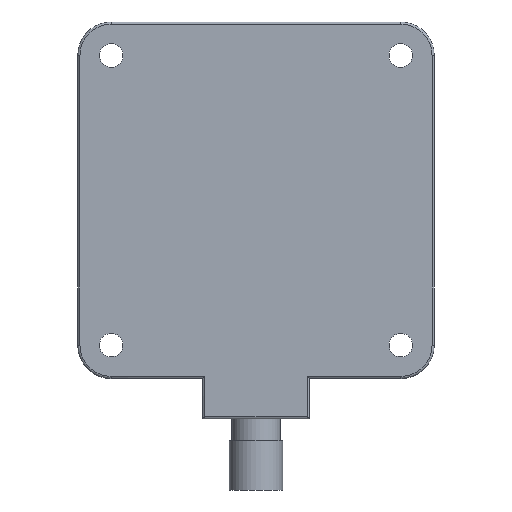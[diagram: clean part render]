
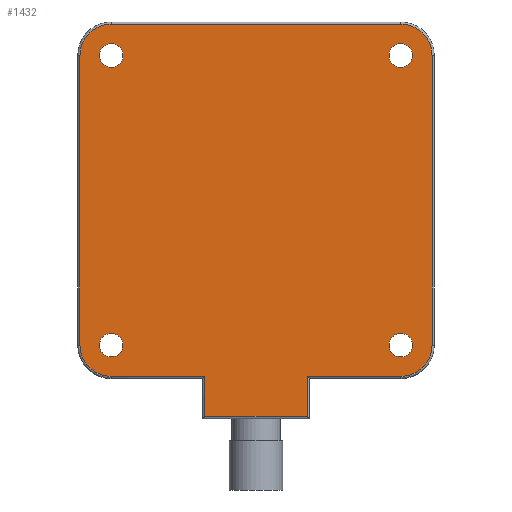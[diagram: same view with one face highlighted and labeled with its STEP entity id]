
A CAD part, front view. The second image highlights one B-rep face of the part: STEP entity #1432.
In plain terms, the highlighted planar face has unit normal (0, -1, 0).
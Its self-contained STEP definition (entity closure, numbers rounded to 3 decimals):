
#234=CARTESIAN_POINT('',(32.5,-36.,32.5));
#235=DIRECTION('',(0.,1.,0.));
#236=DIRECTION('',(1.,0.,0.));
#237=AXIS2_PLACEMENT_3D('',#234,#235,#236);
#242=CARTESIAN_POINT('',(32.5,-36.,32.5));
#243=DIRECTION('',(0.,1.,0.));
#244=DIRECTION('',(-1.,0.,0.));
#245=AXIS2_PLACEMENT_3D('',#242,#243,#244);
#250=CARTESIAN_POINT('',(32.5,-36.,-32.5));
#251=DIRECTION('',(0.,1.,0.));
#252=DIRECTION('',(0.,0.,-1.));
#253=AXIS2_PLACEMENT_3D('',#250,#251,#252);
#258=CARTESIAN_POINT('',(32.5,-36.,-32.5));
#259=DIRECTION('',(0.,1.,0.));
#260=DIRECTION('',(0.,0.,1.));
#261=AXIS2_PLACEMENT_3D('',#258,#259,#260);
#266=CARTESIAN_POINT('',(-32.5,-36.,-32.5));
#267=DIRECTION('',(0.,1.,0.));
#268=DIRECTION('',(-1.,0.,0.));
#269=AXIS2_PLACEMENT_3D('',#266,#267,#268);
#274=CARTESIAN_POINT('',(-32.5,-36.,-32.5));
#275=DIRECTION('',(0.,1.,0.));
#276=DIRECTION('',(1.,0.,0.));
#277=AXIS2_PLACEMENT_3D('',#274,#275,#276);
#282=CARTESIAN_POINT('',(-32.5,-36.,32.5));
#283=DIRECTION('',(0.,1.,0.));
#284=DIRECTION('',(0.,0.,1.));
#285=AXIS2_PLACEMENT_3D('',#282,#283,#284);
#290=CARTESIAN_POINT('',(-32.5,-36.,32.5));
#291=DIRECTION('',(0.,1.,0.));
#292=DIRECTION('',(0.,0.,-1.));
#293=AXIS2_PLACEMENT_3D('',#290,#291,#292);
#298=DIRECTION('',(0.,0.,1.));
#299=VECTOR('',#298,9.);
#300=CARTESIAN_POINT('',(-11.5,-36.,-48.5));
#301=LINE('',#300,#299);
#305=DIRECTION('',(1.,0.,0.));
#306=VECTOR('',#305,21.);
#307=CARTESIAN_POINT('',(-32.5,-36.,-39.5));
#308=LINE('',#307,#306);
#312=CARTESIAN_POINT('',(-32.5,-36.,-32.5));
#313=DIRECTION('',(0.,-1.,0.));
#314=DIRECTION('',(-1.,0.,0.));
#315=AXIS2_PLACEMENT_3D('',#312,#313,#314);
#320=DIRECTION('',(0.,0.,-1.));
#321=VECTOR('',#320,65.);
#322=CARTESIAN_POINT('',(-39.5,-36.,32.5));
#323=LINE('',#322,#321);
#327=CARTESIAN_POINT('',(-32.5,-36.,32.5));
#328=DIRECTION('',(0.,-1.,0.));
#329=DIRECTION('',(0.,0.,1.));
#330=AXIS2_PLACEMENT_3D('',#327,#328,#329);
#335=DIRECTION('',(-1.,0.,0.));
#336=VECTOR('',#335,65.);
#337=CARTESIAN_POINT('',(32.5,-36.,39.5));
#338=LINE('',#337,#336);
#342=CARTESIAN_POINT('',(32.5,-36.,32.5));
#343=DIRECTION('',(0.,-1.,0.));
#344=DIRECTION('',(1.,0.,0.));
#345=AXIS2_PLACEMENT_3D('',#342,#343,#344);
#350=DIRECTION('',(0.,0.,1.));
#351=VECTOR('',#350,65.);
#352=CARTESIAN_POINT('',(39.5,-36.,-32.5));
#353=LINE('',#352,#351);
#357=CARTESIAN_POINT('',(32.5,-36.,-32.5));
#358=DIRECTION('',(0.,-1.,0.));
#359=DIRECTION('',(0.,0.,-1.));
#360=AXIS2_PLACEMENT_3D('',#357,#358,#359);
#365=DIRECTION('',(1.,0.,0.));
#366=VECTOR('',#365,21.);
#367=CARTESIAN_POINT('',(11.5,-36.,-39.5));
#368=LINE('',#367,#366);
#372=DIRECTION('',(0.,0.,1.));
#373=VECTOR('',#372,9.);
#374=CARTESIAN_POINT('',(11.5,-36.,-48.5));
#375=LINE('',#374,#373);
#379=DIRECTION('',(-1.,0.,0.));
#380=VECTOR('',#379,23.);
#381=CARTESIAN_POINT('',(11.5,-36.,-48.5));
#382=LINE('',#381,#380);
#1111=CARTESIAN_POINT('',(35.15,-36.,32.5));
#1112=CARTESIAN_POINT('',(29.85,-36.,32.5));
#1113=VERTEX_POINT('',#1111);
#1114=VERTEX_POINT('',#1112);
#1127=CARTESIAN_POINT('',(32.5,-36.,-35.15));
#1128=CARTESIAN_POINT('',(32.5,-36.,-29.85));
#1129=VERTEX_POINT('',#1127);
#1130=VERTEX_POINT('',#1128);
#1143=CARTESIAN_POINT('',(-35.15,-36.,-32.5));
#1144=CARTESIAN_POINT('',(-29.85,-36.,-32.5));
#1145=VERTEX_POINT('',#1143);
#1146=VERTEX_POINT('',#1144);
#1159=CARTESIAN_POINT('',(-32.5,-36.,35.15));
#1160=CARTESIAN_POINT('',(-32.5,-36.,29.85));
#1161=VERTEX_POINT('',#1159);
#1162=VERTEX_POINT('',#1160);
#1227=CARTESIAN_POINT('',(-11.5,-36.,-48.5));
#1228=CARTESIAN_POINT('',(-11.5,-36.,-39.5));
#1229=VERTEX_POINT('',#1227);
#1230=VERTEX_POINT('',#1228);
#1231=CARTESIAN_POINT('',(11.5,-36.,-48.5));
#1232=VERTEX_POINT('',#1231);
#1235=CARTESIAN_POINT('',(11.5,-36.,-39.5));
#1236=VERTEX_POINT('',#1235);
#1241=CARTESIAN_POINT('',(-32.5,-36.,-39.5));
#1242=VERTEX_POINT('',#1241);
#1243=CARTESIAN_POINT('',(-39.5,-36.,-32.5));
#1244=VERTEX_POINT('',#1243);
#1247=CARTESIAN_POINT('',(-39.5,-36.,32.5));
#1248=VERTEX_POINT('',#1247);
#1251=CARTESIAN_POINT('',(-32.5,-36.,39.5));
#1252=VERTEX_POINT('',#1251);
#1255=CARTESIAN_POINT('',(32.5,-36.,39.5));
#1256=VERTEX_POINT('',#1255);
#1259=CARTESIAN_POINT('',(39.5,-36.,32.5));
#1260=VERTEX_POINT('',#1259);
#1263=CARTESIAN_POINT('',(39.5,-36.,-32.5));
#1264=VERTEX_POINT('',#1263);
#1267=CARTESIAN_POINT('',(32.5,-36.,-39.5));
#1268=VERTEX_POINT('',#1267);
#1378=CARTESIAN_POINT('',(0.,-36.,0.));
#1379=DIRECTION('',(0.,-1.,0.));
#1380=DIRECTION('',(-1.,0.,0.));
#1381=AXIS2_PLACEMENT_3D('',#1378,#1379,#1380);
#1382=PLANE('',#1381);
#1384=ORIENTED_EDGE('',*,*,#1383,.T.);
#1386=ORIENTED_EDGE('',*,*,#1385,.F.);
#1388=ORIENTED_EDGE('',*,*,#1387,.F.);
#1390=ORIENTED_EDGE('',*,*,#1389,.F.);
#1392=ORIENTED_EDGE('',*,*,#1391,.F.);
#1394=ORIENTED_EDGE('',*,*,#1393,.F.);
#1396=ORIENTED_EDGE('',*,*,#1395,.F.);
#1398=ORIENTED_EDGE('',*,*,#1397,.F.);
#1400=ORIENTED_EDGE('',*,*,#1399,.F.);
#1402=ORIENTED_EDGE('',*,*,#1401,.F.);
#1404=ORIENTED_EDGE('',*,*,#1403,.F.);
#1406=ORIENTED_EDGE('',*,*,#1405,.T.);
#1407=EDGE_LOOP('',(#1384,#1386,#1388,#1390,#1392,#1394,#1396,#1398,#1400,#1402,
#1404,#1406));
#1408=FACE_OUTER_BOUND('',#1407,.F.);
#1409=ORIENTED_EDGE('',*,*,#1368,.F.);
#1411=ORIENTED_EDGE('',*,*,#1410,.F.);
#1412=EDGE_LOOP('',(#1409,#1411));
#1413=FACE_BOUND('',#1412,.F.);
#1415=ORIENTED_EDGE('',*,*,#1414,.F.);
#1417=ORIENTED_EDGE('',*,*,#1416,.F.);
#1418=EDGE_LOOP('',(#1415,#1417));
#1419=FACE_BOUND('',#1418,.F.);
#1421=ORIENTED_EDGE('',*,*,#1420,.F.);
#1423=ORIENTED_EDGE('',*,*,#1422,.F.);
#1424=EDGE_LOOP('',(#1421,#1423));
#1425=FACE_BOUND('',#1424,.F.);
#1427=ORIENTED_EDGE('',*,*,#1426,.F.);
#1429=ORIENTED_EDGE('',*,*,#1428,.F.);
#1430=EDGE_LOOP('',(#1427,#1429));
#1431=FACE_BOUND('',#1430,.F.);
#1432=ADVANCED_FACE('',(#1408,#1413,#1419,#1425,#1431),#1382,.T.);
#238=CIRCLE('',#237,2.65);
#246=CIRCLE('',#245,2.65);
#254=CIRCLE('',#253,2.65);
#262=CIRCLE('',#261,2.65);
#270=CIRCLE('',#269,2.65);
#278=CIRCLE('',#277,2.65);
#286=CIRCLE('',#285,2.65);
#294=CIRCLE('',#293,2.65);
#316=CIRCLE('',#315,7.);
#331=CIRCLE('',#330,7.);
#346=CIRCLE('',#345,7.);
#361=CIRCLE('',#360,7.);
#1368=EDGE_CURVE('',#1113,#1114,#238,.T.);
#1383=EDGE_CURVE('',#1229,#1230,#301,.T.);
#1385=EDGE_CURVE('',#1242,#1230,#308,.T.);
#1387=EDGE_CURVE('',#1244,#1242,#316,.T.);
#1389=EDGE_CURVE('',#1248,#1244,#323,.T.);
#1391=EDGE_CURVE('',#1252,#1248,#331,.T.);
#1393=EDGE_CURVE('',#1256,#1252,#338,.T.);
#1395=EDGE_CURVE('',#1260,#1256,#346,.T.);
#1397=EDGE_CURVE('',#1264,#1260,#353,.T.);
#1399=EDGE_CURVE('',#1268,#1264,#361,.T.);
#1401=EDGE_CURVE('',#1236,#1268,#368,.T.);
#1403=EDGE_CURVE('',#1232,#1236,#375,.T.);
#1405=EDGE_CURVE('',#1232,#1229,#382,.T.);
#1410=EDGE_CURVE('',#1114,#1113,#246,.T.);
#1414=EDGE_CURVE('',#1129,#1130,#254,.T.);
#1416=EDGE_CURVE('',#1130,#1129,#262,.T.);
#1420=EDGE_CURVE('',#1145,#1146,#270,.T.);
#1422=EDGE_CURVE('',#1146,#1145,#278,.T.);
#1426=EDGE_CURVE('',#1161,#1162,#286,.T.);
#1428=EDGE_CURVE('',#1162,#1161,#294,.T.);
